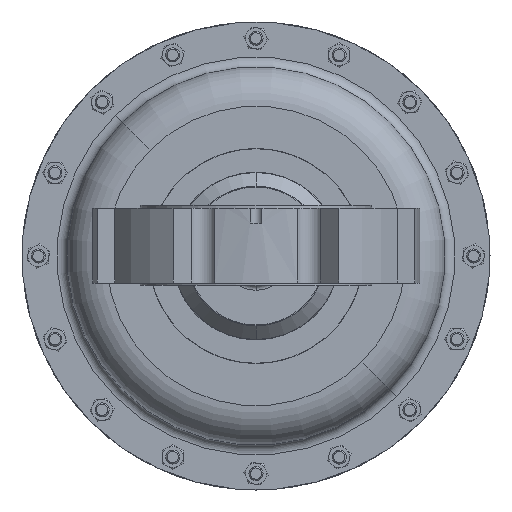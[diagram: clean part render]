
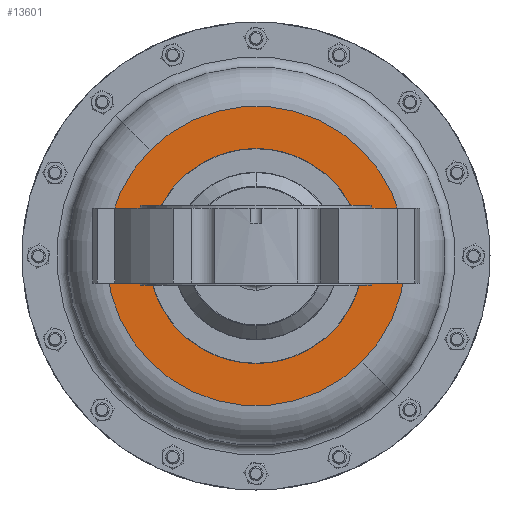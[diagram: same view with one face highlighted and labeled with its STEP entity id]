
A CAD part, front view. The second image highlights one B-rep face of the part: STEP entity #13601.
In plain terms, the highlighted planar face has unit normal (0, -1, 0).
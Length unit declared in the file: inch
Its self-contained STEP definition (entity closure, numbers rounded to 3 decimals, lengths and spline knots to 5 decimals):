
#828 = DIRECTION ( 'NONE',  ( 0., -1., 0. ) ) ;
#862 = DIRECTION ( 'NONE',  ( 0.707, 0., 0.707 ) ) ;
#2231 = CARTESIAN_POINT ( 'NONE',  ( 3.86592, 19.13554, 8.75588 ) ) ;
#3411 = AXIS2_PLACEMENT_3D ( 'NONE', #2231, #18523, #4580 ) ;
#3417 = ORIENTED_EDGE ( 'NONE', *, *, #23358, .F. ) ;
#4247 = CIRCLE ( 'NONE', #29681, 2.375 ) ;
#4580 = DIRECTION ( 'NONE',  ( 0.707, 0., -0.707 ) ) ;
#4664 = CIRCLE ( 'NONE', #3411, 4. ) ;
#5104 = VERTEX_POINT ( 'NONE', #26252 ) ;
#6354 = VERTEX_POINT ( 'NONE', #22700 ) ;
#8174 = FACE_OUTER_BOUND ( 'NONE', #19001, .T. ) ;
#9005 = ORIENTED_EDGE ( 'NONE', *, *, #23158, .T. ) ;
#10818 = EDGE_CURVE ( 'NONE', #21408, #28936, #4247, .T. ) ;
#11398 = EDGE_CURVE ( 'NONE', #6354, #5104, #25920, .T. ) ;
#12419 = DIRECTION ( 'NONE',  ( 0.707, 0., 0.707 ) ) ;
#12461 = DIRECTION ( 'NONE',  ( 0., 1., 0. ) ) ;
#12494 = CARTESIAN_POINT ( 'NONE',  ( 3.86592, 19.13554, 8.75588 ) ) ;
#12980 = CARTESIAN_POINT ( 'NONE',  ( 2.18654, 19.13554, 7.0765 ) ) ;
#13319 = EDGE_LOOP ( 'NONE', ( #22333, #9005 ) ) ;
#13601 = ADVANCED_FACE ( 'NONE', ( #8174, #19886 ), #29044, .T. ) ;
#14831 = DIRECTION ( 'NONE',  ( 0., 1., 0. ) ) ;
#17157 = DIRECTION ( 'NONE',  ( -0.707, 0., 0.707 ) ) ;
#18523 = DIRECTION ( 'NONE',  ( 0., 1., 0. ) ) ;
#18861 = CARTESIAN_POINT ( 'NONE',  ( 5.54529, 19.13554, 10.43526 ) ) ;
#19001 = EDGE_LOOP ( 'NONE', ( #20053, #3417 ) ) ;
#19635 = AXIS2_PLACEMENT_3D ( 'NONE', #29079, #14831, #862 ) ;
#19886 = FACE_BOUND ( 'NONE', #13319, .T. ) ;
#20053 = ORIENTED_EDGE ( 'NONE', *, *, #11398, .F. ) ;
#21408 = VERTEX_POINT ( 'NONE', #12980 ) ;
#22013 = AXIS2_PLACEMENT_3D ( 'NONE', #24287, #828, #17157 ) ;
#22333 = ORIENTED_EDGE ( 'NONE', *, *, #10818, .T. ) ;
#22700 = CARTESIAN_POINT ( 'NONE',  ( 6.69434, 19.13554, 5.92746 ) ) ;
#23158 = EDGE_CURVE ( 'NONE', #28936, #21408, #30412, .T. ) ;
#23358 = EDGE_CURVE ( 'NONE', #5104, #6354, #4664, .T. ) ;
#23388 = DIRECTION ( 'NONE',  ( 0.707, 0., -0.707 ) ) ;
#23725 = AXIS2_PLACEMENT_3D ( 'NONE', #24168, #24112, #23388 ) ;
#24112 = DIRECTION ( 'NONE',  ( 0., 1., 0. ) ) ;
#24168 = CARTESIAN_POINT ( 'NONE',  ( 3.86592, 19.13554, 8.75588 ) ) ;
#24287 = CARTESIAN_POINT ( 'NONE',  ( 1.03749, 19.13554, 5.92746 ) ) ;
#25920 = CIRCLE ( 'NONE', #23725, 4. ) ;
#26252 = CARTESIAN_POINT ( 'NONE',  ( 1.03749, 19.13554, 11.58431 ) ) ;
#28936 = VERTEX_POINT ( 'NONE', #18861 ) ;
#29044 = PLANE ( 'NONE',  #22013 ) ;
#29079 = CARTESIAN_POINT ( 'NONE',  ( 3.86592, 19.13554, 8.75588 ) ) ;
#29681 = AXIS2_PLACEMENT_3D ( 'NONE', #12494, #12461, #12419 ) ;
#30412 = CIRCLE ( 'NONE', #19635, 2.375 ) ;
